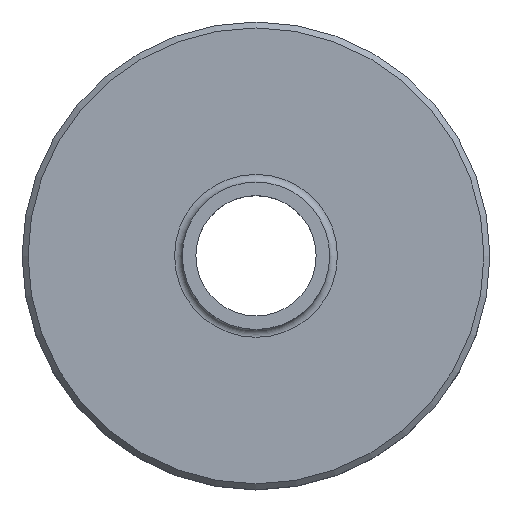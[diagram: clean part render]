
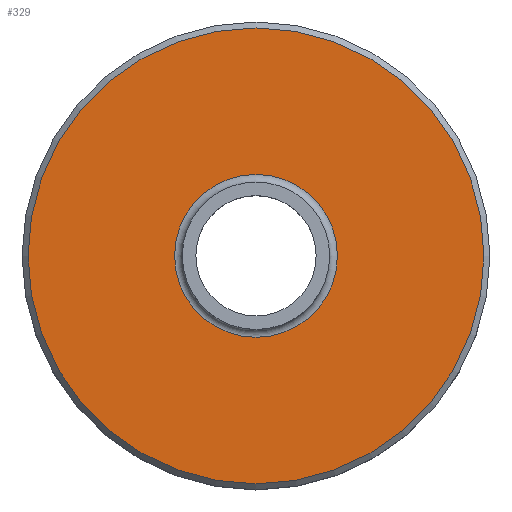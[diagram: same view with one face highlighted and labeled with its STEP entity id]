
A CAD part, top view. The second image highlights one B-rep face of the part: STEP entity #329.
In plain terms, the highlighted planar face has unit normal (0, 0, 1).
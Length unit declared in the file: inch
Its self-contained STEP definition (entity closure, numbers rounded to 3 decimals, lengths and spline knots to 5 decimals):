
#5 = DIRECTION ( 'NONE',  ( 0., 0., 1. ) ) ;
#9 = FACE_BOUND ( 'NONE', #114, .T. ) ;
#25 = DIRECTION ( 'NONE',  ( 0., 0., -1. ) ) ;
#35 = DIRECTION ( 'NONE',  ( -1., 0., 0. ) ) ;
#39 = AXIS2_PLACEMENT_3D ( 'NONE', #83, #25, #35 ) ;
#82 = ORIENTED_EDGE ( 'NONE', *, *, #130, .T. ) ;
#83 = CARTESIAN_POINT ( 'NONE',  ( 0., 1.24, -1.25 ) ) ;
#87 = DIRECTION ( 'NONE',  ( 0., 0., -1. ) ) ;
#110 = PLANE ( 'NONE',  #39 ) ;
#114 = EDGE_LOOP ( 'NONE', ( #82 ) ) ;
#123 = CARTESIAN_POINT ( 'NONE',  ( -1.37, 0., -1.25 ) ) ;
#127 = ORIENTED_EDGE ( 'NONE', *, *, #149, .T. ) ;
#130 = EDGE_CURVE ( 'NONE', #307, #307, #156, .T. ) ;
#143 = CARTESIAN_POINT ( 'NONE',  ( -3.835, 0., -1.25 ) ) ;
#149 = EDGE_CURVE ( 'NONE', #292, #292, #309, .T. ) ;
#156 = CIRCLE ( 'NONE', #332, 1.37 ) ;
#158 = DIRECTION ( 'NONE',  ( -1., 0., 0. ) ) ;
#164 = EDGE_LOOP ( 'NONE', ( #127 ) ) ;
#189 = CARTESIAN_POINT ( 'NONE',  ( 0., 0., -1.25 ) ) ;
#227 = AXIS2_PLACEMENT_3D ( 'NONE', #189, #5, #158 ) ;
#238 = DIRECTION ( 'NONE',  ( -1., 0., 0. ) ) ;
#262 = CARTESIAN_POINT ( 'NONE',  ( 0., 0., -1.25 ) ) ;
#289 = FACE_OUTER_BOUND ( 'NONE', #164, .T. ) ;
#292 = VERTEX_POINT ( 'NONE', #143 ) ;
#307 = VERTEX_POINT ( 'NONE', #123 ) ;
#309 = CIRCLE ( 'NONE', #227, 3.835 ) ;
#329 = ADVANCED_FACE ( 'NONE', ( #9, #289 ), #110, .F. ) ;
#332 = AXIS2_PLACEMENT_3D ( 'NONE', #262, #87, #238 ) ;
